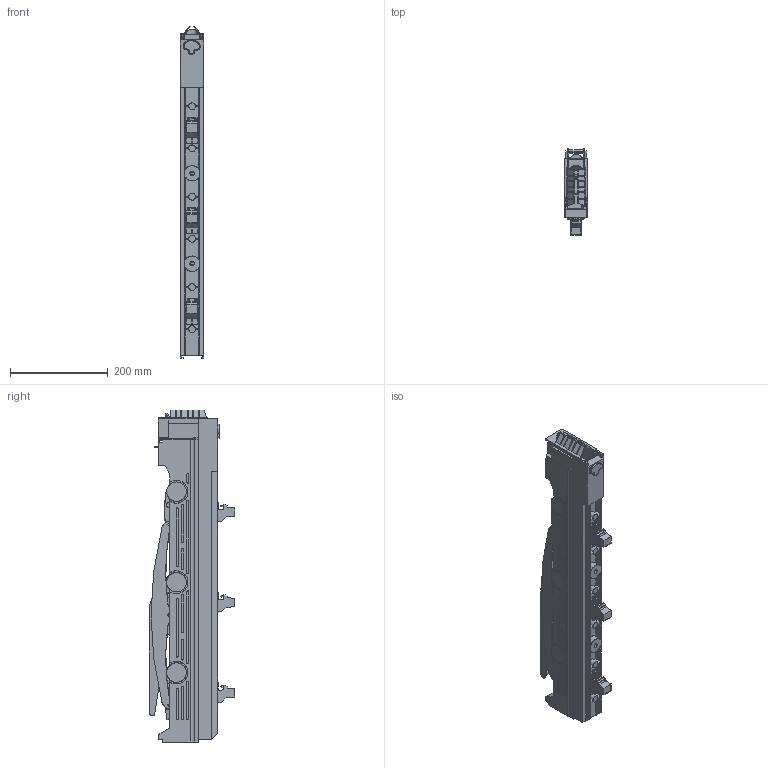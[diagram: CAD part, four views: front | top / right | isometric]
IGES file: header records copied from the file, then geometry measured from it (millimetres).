
Start section: SolidWorks IGES file using analytic representation for surfaces
Global section: file name: IL_103.IGS; native system: SolidWorks 2007; preprocessor: SolidWorks 2007; author: Gordon; date: 100108.133740; units: millimetre
Bounding box: 49 x 175.67 x 679.32 mm (x, y, z)
Surface area: 769864.1 mm2 (no closed solid volume)
Topology: 0 solids, 0 shells, 1937 faces, 15596 edges, 15596 vertices
Faces by surface type: bspline 1359, revolution 578
